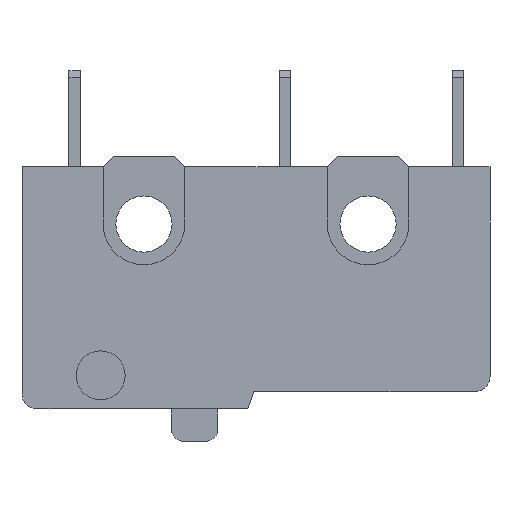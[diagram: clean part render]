
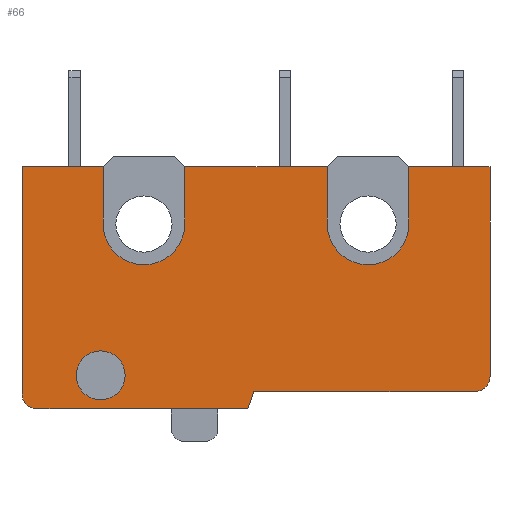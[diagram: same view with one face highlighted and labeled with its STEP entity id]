
A CAD part, front view. The second image highlights one B-rep face of the part: STEP entity #66.
In plain terms, the highlighted planar face has unit normal (0, -1, 0).
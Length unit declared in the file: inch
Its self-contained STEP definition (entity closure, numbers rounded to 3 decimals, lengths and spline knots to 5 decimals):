
#21 = VERTEX_POINT ( 'NONE', #2162 ) ;
#29 = DIRECTION ( 'NONE',  ( 0., 0., -1. ) ) ;
#35 = EDGE_LOOP ( 'NONE', ( #1008, #1535 ) ) ;
#38 = VERTEX_POINT ( 'NONE', #1427 ) ;
#66 = ADVANCED_FACE ( 'NONE', ( #591, #1033 ), #1197, .T. ) ;
#86 = VECTOR ( 'NONE', #1351, 39.37008 ) ;
#127 = ORIENTED_EDGE ( 'NONE', *, *, #2294, .F. ) ;
#134 = DIRECTION ( 'NONE',  ( 0., 0., -1. ) ) ;
#151 = CARTESIAN_POINT ( 'NONE',  ( 0.25575, -0.122, 0.2025 ) ) ;
#152 = ORIENTED_EDGE ( 'NONE', *, *, #304, .T. ) ;
#184 = AXIS2_PLACEMENT_3D ( 'NONE', #1425, #2196, #286 ) ;
#187 = DIRECTION ( 'NONE',  ( 0.326, 0., 0.945 ) ) ;
#214 = CARTESIAN_POINT ( 'NONE',  ( -0.11925, -0.122, 0.2025 ) ) ;
#226 = AXIS2_PLACEMENT_3D ( 'NONE', #841, #1006, #1386 ) ;
#227 = CIRCLE ( 'NONE', #2027, 0.06825 ) ;
#229 = LINE ( 'NONE', #422, #2200 ) ;
#235 = ORIENTED_EDGE ( 'NONE', *, *, #2150, .F. ) ;
#285 = VECTOR ( 'NONE', #2018, 39.37008 ) ;
#286 = DIRECTION ( 'NONE',  ( 0., 0., -1. ) ) ;
#298 = VERTEX_POINT ( 'NONE', #729 ) ;
#304 = EDGE_CURVE ( 'NONE', #1951, #298, #617, .T. ) ;
#311 = CARTESIAN_POINT ( 'NONE',  ( 0.3915, -0.122, 0.2025 ) ) ;
#323 = VECTOR ( 'NONE', #134, 39.37008 ) ;
#343 = VERTEX_POINT ( 'NONE', #846 ) ;
#346 = VECTOR ( 'NONE', #1037, 39.37008 ) ;
#382 = VERTEX_POINT ( 'NONE', #151 ) ;
#403 = VERTEX_POINT ( 'NONE', #311 ) ;
#422 = CARTESIAN_POINT ( 'NONE',  ( -0.3915, -0.122, 0.2025 ) ) ;
#464 = LINE ( 'NONE', #2078, #513 ) ;
#495 = DIRECTION ( 'NONE',  ( 0., 1., 0. ) ) ;
#513 = VECTOR ( 'NONE', #1094, 39.37008 ) ;
#525 = EDGE_CURVE ( 'NONE', #1204, #1977, #1718, .T. ) ;
#577 = DIRECTION ( 'NONE',  ( 0., 0., 1. ) ) ;
#581 = CARTESIAN_POINT ( 'NONE',  ( -0.25575, -0.122, 0. ) ) ;
#591 = FACE_OUTER_BOUND ( 'NONE', #1482, .T. ) ;
#611 = CARTESIAN_POINT ( 'NONE',  ( -0.25575, -0.122, 0.10675 ) ) ;
#617 = CIRCLE ( 'NONE', #714, 0.025 ) ;
#633 = EDGE_CURVE ( 'NONE', #21, #1746, #999, .T. ) ;
#656 = CARTESIAN_POINT ( 'NONE',  ( 0.3665, -0.122, -0.1735 ) ) ;
#669 = LINE ( 'NONE', #1926, #1708 ) ;
#671 = CARTESIAN_POINT ( 'NONE',  ( -0.3665, -0.122, -0.1775 ) ) ;
#686 = CIRCLE ( 'NONE', #1969, 0.025 ) ;
#714 = AXIS2_PLACEMENT_3D ( 'NONE', #671, #1270, #2416 ) ;
#715 = CARTESIAN_POINT ( 'NONE',  ( -0.3915, -0.122, 0.2025 ) ) ;
#718 = ORIENTED_EDGE ( 'NONE', *, *, #633, .F. ) ;
#725 = EDGE_CURVE ( 'NONE', #403, #1777, #2370, .T. ) ;
#729 = CARTESIAN_POINT ( 'NONE',  ( -0.3665, -0.122, -0.2025 ) ) ;
#742 = DIRECTION ( 'NONE',  ( -1., 0., 0. ) ) ;
#778 = EDGE_CURVE ( 'NONE', #2380, #21, #2259, .T. ) ;
#798 = LINE ( 'NONE', #2226, #323 ) ;
#807 = EDGE_CURVE ( 'NONE', #1980, #1290, #227, .T. ) ;
#841 = CARTESIAN_POINT ( 'NONE',  ( 0., -0.122, 0. ) ) ;
#846 = CARTESIAN_POINT ( 'NONE',  ( -0.26, -0.122, -0.1055 ) ) ;
#854 = CARTESIAN_POINT ( 'NONE',  ( 0.11925, -0.122, 0.10675 ) ) ;
#877 = VECTOR ( 'NONE', #577, 39.37008 ) ;
#883 = CARTESIAN_POINT ( 'NONE',  ( 0.25575, -0.122, 0.10675 ) ) ;
#924 = CARTESIAN_POINT ( 'NONE',  ( -0.25575, -0.122, 0.2025 ) ) ;
#943 = CARTESIAN_POINT ( 'NONE',  ( -0.0135, -0.122, -0.2025 ) ) ;
#963 = CARTESIAN_POINT ( 'NONE',  ( -0.11925, -0.122, 0. ) ) ;
#979 = EDGE_CURVE ( 'NONE', #2285, #343, #2336, .T. ) ;
#991 = CARTESIAN_POINT ( 'NONE',  ( 0.3915, -0.122, 0.2025 ) ) ;
#999 = LINE ( 'NONE', #963, #86 ) ;
#1006 = DIRECTION ( 'NONE',  ( 0., -1., 0. ) ) ;
#1008 = ORIENTED_EDGE ( 'NONE', *, *, #979, .T. ) ;
#1033 = FACE_BOUND ( 'NONE', #35, .T. ) ;
#1037 = DIRECTION ( 'NONE',  ( 0., 0., -1. ) ) ;
#1075 = ORIENTED_EDGE ( 'NONE', *, *, #1458, .F. ) ;
#1082 = DIRECTION ( 'NONE',  ( 0., -1., 0. ) ) ;
#1094 = DIRECTION ( 'NONE',  ( 0., 0., 1. ) ) ;
#1121 = VECTOR ( 'NONE', #187, 39.37008 ) ;
#1134 = ORIENTED_EDGE ( 'NONE', *, *, #1702, .F. ) ;
#1161 = ORIENTED_EDGE ( 'NONE', *, *, #807, .F. ) ;
#1170 = EDGE_CURVE ( 'NONE', #38, #1406, #1469, .T. ) ;
#1173 = DIRECTION ( 'NONE',  ( 1., 0., 0. ) ) ;
#1192 = VECTOR ( 'NONE', #2321, 39.37008 ) ;
#1197 = PLANE ( 'NONE',  #226 ) ;
#1204 = VERTEX_POINT ( 'NONE', #2218 ) ;
#1246 = CARTESIAN_POINT ( 'NONE',  ( -0.3915, -0.122, 0.2025 ) ) ;
#1270 = DIRECTION ( 'NONE',  ( 0., -1., 0. ) ) ;
#1290 = VERTEX_POINT ( 'NONE', #883 ) ;
#1304 = ORIENTED_EDGE ( 'NONE', *, *, #2221, .F. ) ;
#1310 = AXIS2_PLACEMENT_3D ( 'NONE', #1636, #495, #1844 ) ;
#1332 = ORIENTED_EDGE ( 'NONE', *, *, #725, .F. ) ;
#1351 = DIRECTION ( 'NONE',  ( 0., 0., 1. ) ) ;
#1386 = DIRECTION ( 'NONE',  ( 0., 0., -1. ) ) ;
#1406 = VERTEX_POINT ( 'NONE', #924 ) ;
#1407 = LINE ( 'NONE', #2306, #877 ) ;
#1414 = LINE ( 'NONE', #581, #1882 ) ;
#1425 = CARTESIAN_POINT ( 'NONE',  ( -0.26, -0.122, -0.1465 ) ) ;
#1427 = CARTESIAN_POINT ( 'NONE',  ( -0.3915, -0.122, 0.2025 ) ) ;
#1458 = EDGE_CURVE ( 'NONE', #1951, #38, #1407, .T. ) ;
#1469 = LINE ( 'NONE', #1246, #285 ) ;
#1482 = EDGE_LOOP ( 'NONE', ( #1075, #152, #1134, #2173, #2237, #2289, #1332, #127, #1628, #1161, #1694, #235, #718, #1749, #1304, #2315 ) ) ;
#1488 = CARTESIAN_POINT ( 'NONE',  ( 0.11925, -0.122, 0.2025 ) ) ;
#1515 = CARTESIAN_POINT ( 'NONE',  ( -0.0035, -0.122, -0.1735 ) ) ;
#1533 = VECTOR ( 'NONE', #2267, 39.37008 ) ;
#1535 = ORIENTED_EDGE ( 'NONE', *, *, #1981, .T. ) ;
#1569 = DIRECTION ( 'NONE',  ( 0., -1., 0. ) ) ;
#1628 = ORIENTED_EDGE ( 'NONE', *, *, #2155, .F. ) ;
#1636 = CARTESIAN_POINT ( 'NONE',  ( -0.26, -0.122, -0.1465 ) ) ;
#1661 = CARTESIAN_POINT ( 'NONE',  ( 0.1875, -0.122, 0.10675 ) ) ;
#1694 = ORIENTED_EDGE ( 'NONE', *, *, #1997, .F. ) ;
#1702 = EDGE_CURVE ( 'NONE', #2209, #298, #669, .T. ) ;
#1704 = EDGE_CURVE ( 'NONE', #2209, #1204, #2223, .T. ) ;
#1708 = VECTOR ( 'NONE', #742, 39.37008 ) ;
#1718 = LINE ( 'NONE', #1752, #1192 ) ;
#1746 = VERTEX_POINT ( 'NONE', #214 ) ;
#1749 = ORIENTED_EDGE ( 'NONE', *, *, #778, .F. ) ;
#1752 = CARTESIAN_POINT ( 'NONE',  ( 0.3915, -0.122, -0.1735 ) ) ;
#1760 = CARTESIAN_POINT ( 'NONE',  ( -0.26, -0.122, -0.1875 ) ) ;
#1777 = VERTEX_POINT ( 'NONE', #2129 ) ;
#1844 = DIRECTION ( 'NONE',  ( 0., 0., -1. ) ) ;
#1854 = DIRECTION ( 'NONE',  ( 0., -1., 0. ) ) ;
#1863 = DIRECTION ( 'NONE',  ( 0., 0., -1. ) ) ;
#1882 = VECTOR ( 'NONE', #29, 39.37008 ) ;
#1900 = AXIS2_PLACEMENT_3D ( 'NONE', #2331, #1569, #1970 ) ;
#1926 = CARTESIAN_POINT ( 'NONE',  ( -0.3915, -0.122, -0.2025 ) ) ;
#1951 = VERTEX_POINT ( 'NONE', #2202 ) ;
#1969 = AXIS2_PLACEMENT_3D ( 'NONE', #2247, #1082, #2440 ) ;
#1970 = DIRECTION ( 'NONE',  ( 0., 0., -1. ) ) ;
#1977 = VERTEX_POINT ( 'NONE', #656 ) ;
#1980 = VERTEX_POINT ( 'NONE', #854 ) ;
#1981 = EDGE_CURVE ( 'NONE', #343, #2285, #2033, .T. ) ;
#1997 = EDGE_CURVE ( 'NONE', #2133, #1980, #798, .T. ) ;
#2006 = LINE ( 'NONE', #715, #1533 ) ;
#2018 = DIRECTION ( 'NONE',  ( 1., 0., 0. ) ) ;
#2027 = AXIS2_PLACEMENT_3D ( 'NONE', #1661, #1854, #1863 ) ;
#2033 = CIRCLE ( 'NONE', #1310, 0.041 ) ;
#2078 = CARTESIAN_POINT ( 'NONE',  ( 0.25575, -0.122, 0. ) ) ;
#2085 = EDGE_CURVE ( 'NONE', #1977, #1777, #686, .T. ) ;
#2129 = CARTESIAN_POINT ( 'NONE',  ( 0.3915, -0.122, -0.1485 ) ) ;
#2133 = VERTEX_POINT ( 'NONE', #1488 ) ;
#2150 = EDGE_CURVE ( 'NONE', #1746, #2133, #2006, .T. ) ;
#2155 = EDGE_CURVE ( 'NONE', #1290, #382, #464, .T. ) ;
#2162 = CARTESIAN_POINT ( 'NONE',  ( -0.11925, -0.122, 0.10675 ) ) ;
#2173 = ORIENTED_EDGE ( 'NONE', *, *, #1704, .T. ) ;
#2196 = DIRECTION ( 'NONE',  ( 0., 1., 0. ) ) ;
#2200 = VECTOR ( 'NONE', #1173, 39.37008 ) ;
#2202 = CARTESIAN_POINT ( 'NONE',  ( -0.3915, -0.122, -0.1775 ) ) ;
#2209 = VERTEX_POINT ( 'NONE', #943 ) ;
#2218 = CARTESIAN_POINT ( 'NONE',  ( -0.0035, -0.122, -0.1735 ) ) ;
#2221 = EDGE_CURVE ( 'NONE', #1406, #2380, #1414, .T. ) ;
#2223 = LINE ( 'NONE', #1515, #1121 ) ;
#2226 = CARTESIAN_POINT ( 'NONE',  ( 0.11925, -0.122, 0. ) ) ;
#2237 = ORIENTED_EDGE ( 'NONE', *, *, #525, .T. ) ;
#2247 = CARTESIAN_POINT ( 'NONE',  ( 0.3665, -0.122, -0.1485 ) ) ;
#2259 = CIRCLE ( 'NONE', #1900, 0.06825 ) ;
#2267 = DIRECTION ( 'NONE',  ( 1., 0., 0. ) ) ;
#2285 = VERTEX_POINT ( 'NONE', #1760 ) ;
#2289 = ORIENTED_EDGE ( 'NONE', *, *, #2085, .T. ) ;
#2294 = EDGE_CURVE ( 'NONE', #382, #403, #229, .T. ) ;
#2306 = CARTESIAN_POINT ( 'NONE',  ( -0.3915, -0.122, 0.2025 ) ) ;
#2315 = ORIENTED_EDGE ( 'NONE', *, *, #1170, .F. ) ;
#2321 = DIRECTION ( 'NONE',  ( 1., 0., 0. ) ) ;
#2331 = CARTESIAN_POINT ( 'NONE',  ( -0.1875, -0.122, 0.10675 ) ) ;
#2336 = CIRCLE ( 'NONE', #184, 0.041 ) ;
#2370 = LINE ( 'NONE', #991, #346 ) ;
#2380 = VERTEX_POINT ( 'NONE', #611 ) ;
#2416 = DIRECTION ( 'NONE',  ( 0., 0., -1. ) ) ;
#2440 = DIRECTION ( 'NONE',  ( 0., 0., -1. ) ) ;
